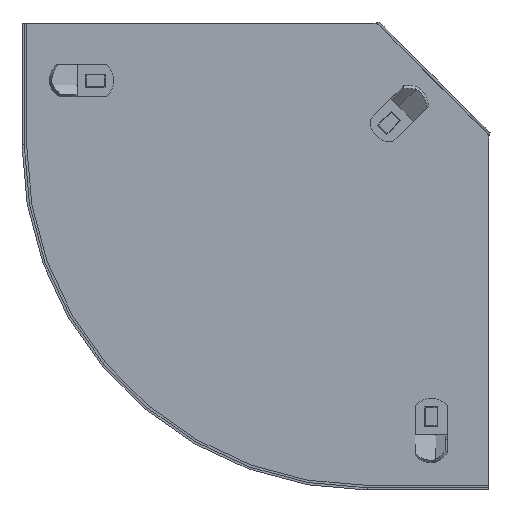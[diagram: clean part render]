
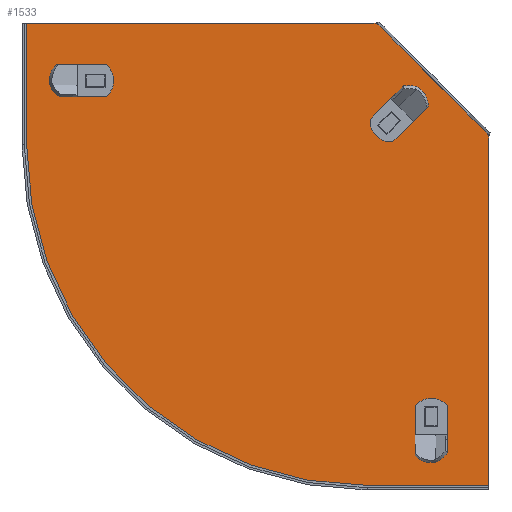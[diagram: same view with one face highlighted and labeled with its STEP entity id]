
A CAD part, front view. The second image highlights one B-rep face of the part: STEP entity #1533.
In plain terms, the highlighted planar face has unit normal (0, -1, 0).
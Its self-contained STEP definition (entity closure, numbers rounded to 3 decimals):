
#10 = ORIENTED_EDGE ( 'NONE', *, *, #2361, .F. ) ;
#24 = LINE ( 'NONE', #1589, #2383 ) ;
#58 = VECTOR ( 'NONE', #2222, 1000. ) ;
#69 = VERTEX_POINT ( 'NONE', #2177 ) ;
#81 = EDGE_LOOP ( 'NONE', ( #433, #1100 ) ) ;
#83 = DIRECTION ( 'NONE',  ( 0., 0., 1. ) ) ;
#112 = CARTESIAN_POINT ( 'NONE',  ( -25., -1., -165.35 ) ) ;
#123 = DIRECTION ( 'NONE',  ( 0., 1., 0. ) ) ;
#135 = VECTOR ( 'NONE', #1571, 1000. ) ;
#143 = CARTESIAN_POINT ( 'NONE',  ( -43.385, -1., -43.385 ) ) ;
#152 = B_SPLINE_CURVE_WITH_KNOTS ( 'NONE', 3,
 ( #1284, #2237, #872, #1975, #1106, #2688 ),
 .UNSPECIFIED., .F., .F.,
 ( 4, 2, 4 ),
 ( 0.011, 0.012, 0.013 ),
 .UNSPECIFIED. ) ;
#190 = CARTESIAN_POINT ( 'NONE',  ( 0., -1., -201.5 ) ) ;
#208 = DIRECTION ( 'NONE',  ( 0., 0., 1. ) ) ;
#225 = ORIENTED_EDGE ( 'NONE', *, *, #1563, .T. ) ;
#228 = LINE ( 'NONE', #2452, #58 ) ;
#253 = CARTESIAN_POINT ( 'NONE',  ( -48.737, -1., -0.141 ) ) ;
#301 = DIRECTION ( 'NONE',  ( 0., 1., 0. ) ) ;
#333 = ORIENTED_EDGE ( 'NONE', *, *, #1771, .F. ) ;
#433 = ORIENTED_EDGE ( 'NONE', *, *, #1371, .T. ) ;
#521 = CIRCLE ( 'NONE', #2866, 148.5 ) ;
#532 = ORIENTED_EDGE ( 'NONE', *, *, #1148, .T. ) ;
#533 = DIRECTION ( 'NONE',  ( 0., 1., 0. ) ) ;
#561 = CARTESIAN_POINT ( 'NONE',  ( -48.484, -1., -0.101 ) ) ;
#594 = ORIENTED_EDGE ( 'NONE', *, *, #2336, .T. ) ;
#605 = VERTEX_POINT ( 'NONE', #1568 ) ;
#644 = AXIS2_PLACEMENT_3D ( 'NONE', #2684, #2695, #208 ) ;
#668 = CARTESIAN_POINT ( 'NONE',  ( 0., -1., -31.332 ) ) ;
#687 = VERTEX_POINT ( 'NONE', #2089 ) ;
#710 = CARTESIAN_POINT ( 'NONE',  ( -48.484, -1., -0.101 ) ) ;
#741 = FACE_BOUND ( 'NONE', #81, .T. ) ;
#788 = LINE ( 'NONE', #668, #135 ) ;
#804 = DIRECTION ( 'NONE',  ( 0., 0., 1. ) ) ;
#847 = EDGE_CURVE ( 'NONE', #989, #2880, #2198, .T. ) ;
#859 = VERTEX_POINT ( 'NONE', #2378 ) ;
#872 = CARTESIAN_POINT ( 'NONE',  ( -0.093, -1., -49.499 ) ) ;
#960 = FACE_BOUND ( 'NONE', #2448, .T. ) ;
#961 = PLANE ( 'NONE',  #2153 ) ;
#984 = EDGE_LOOP ( 'NONE', ( #2828, #532 ) ) ;
#989 = VERTEX_POINT ( 'NONE', #1440 ) ;
#996 = FACE_BOUND ( 'NONE', #984, .T. ) ;
#1011 = CARTESIAN_POINT ( 'NONE',  ( -171.5, -1., -25. ) ) ;
#1025 = CARTESIAN_POINT ( 'NONE',  ( -43.385, -1., -37.235 ) ) ;
#1100 = ORIENTED_EDGE ( 'NONE', *, *, #847, .T. ) ;
#1106 = CARTESIAN_POINT ( 'NONE',  ( -0.141, -1., -48.737 ) ) ;
#1140 = CARTESIAN_POINT ( 'NONE',  ( -171.5, -1., -31.15 ) ) ;
#1148 = EDGE_CURVE ( 'NONE', #2206, #2858, #2727, .T. ) ;
#1219 = ORIENTED_EDGE ( 'NONE', *, *, #2744, .T. ) ;
#1228 = VERTEX_POINT ( 'NONE', #190 ) ;
#1232 = CIRCLE ( 'NONE', #1489, 6.15 ) ;
#1266 = DIRECTION ( 'NONE',  ( 0., 1., 0. ) ) ;
#1284 = CARTESIAN_POINT ( 'NONE',  ( 0., -1., -50. ) ) ;
#1313 = EDGE_CURVE ( 'NONE', #687, #1228, #788, .T. ) ;
#1344 = CARTESIAN_POINT ( 'NONE',  ( -0.101, -1., -48.484 ) ) ;
#1371 = EDGE_CURVE ( 'NONE', #2880, #989, #2010, .T. ) ;
#1379 = CARTESIAN_POINT ( 'NONE',  ( -48.993, -1., -0.141 ) ) ;
#1390 = VERTEX_POINT ( 'NONE', #1344 ) ;
#1393 = VERTEX_POINT ( 'NONE', #1805 ) ;
#1394 = DIRECTION ( 'NONE',  ( 0., 1., 0. ) ) ;
#1420 = AXIS2_PLACEMENT_3D ( 'NONE', #1895, #301, #2829 ) ;
#1428 = ORIENTED_EDGE ( 'NONE', *, *, #2633, .F. ) ;
#1439 = CARTESIAN_POINT ( 'NONE',  ( -24.293, -1., -24.293 ) ) ;
#1440 = CARTESIAN_POINT ( 'NONE',  ( -25., -1., -177.65 ) ) ;
#1489 = AXIS2_PLACEMENT_3D ( 'NONE', #1743, #1266, #2188 ) ;
#1533 = ADVANCED_FACE ( 'NONE', ( #2879, #960, #741, #996 ), #961, .F. ) ;
#1563 = EDGE_CURVE ( 'NONE', #1393, #1753, #2121, .T. ) ;
#1568 = CARTESIAN_POINT ( 'NONE',  ( -201.5, -1., 0. ) ) ;
#1571 = DIRECTION ( 'NONE',  ( 0., 0., -1. ) ) ;
#1573 = LINE ( 'NONE', #1439, #2756 ) ;
#1589 = CARTESIAN_POINT ( 'NONE',  ( -201.5, -1., 0. ) ) ;
#1597 = VERTEX_POINT ( 'NONE', #561 ) ;
#1600 = DIRECTION ( 'NONE',  ( 0., 0., 1. ) ) ;
#1615 = DIRECTION ( 'NONE',  ( 0., 0., 1. ) ) ;
#1625 = CARTESIAN_POINT ( 'NONE',  ( -201.5, -1., -53. ) ) ;
#1636 = ORIENTED_EDGE ( 'NONE', *, *, #2524, .T. ) ;
#1642 = CARTESIAN_POINT ( 'NONE',  ( 0., -1., -201.5 ) ) ;
#1644 = CARTESIAN_POINT ( 'NONE',  ( -53., -1., -53. ) ) ;
#1671 = DIRECTION ( 'NONE',  ( -1., 0., 0. ) ) ;
#1677 = EDGE_CURVE ( 'NONE', #2858, #2206, #2348, .T. ) ;
#1743 = CARTESIAN_POINT ( 'NONE',  ( -171.5, -1., -25. ) ) ;
#1753 = VERTEX_POINT ( 'NONE', #1140 ) ;
#1771 = EDGE_CURVE ( 'NONE', #1942, #605, #24, .T. ) ;
#1805 = CARTESIAN_POINT ( 'NONE',  ( -171.5, -1., -18.85 ) ) ;
#1831 = VECTOR ( 'NONE', #1671, 1000. ) ;
#1860 = DIRECTION ( 'NONE',  ( 0., 1., 0. ) ) ;
#1875 = DIRECTION ( 'NONE',  ( 0., 0., 1. ) ) ;
#1895 = CARTESIAN_POINT ( 'NONE',  ( -25., -1., -171.5 ) ) ;
#1942 = VERTEX_POINT ( 'NONE', #1625 ) ;
#1975 = CARTESIAN_POINT ( 'NONE',  ( -0.141, -1., -48.993 ) ) ;
#2010 = CIRCLE ( 'NONE', #2578, 6.15 ) ;
#2019 = DIRECTION ( 'NONE',  ( 0., 1., 0. ) ) ;
#2029 = ORIENTED_EDGE ( 'NONE', *, *, #2692, .F. ) ;
#2036 = CARTESIAN_POINT ( 'NONE',  ( -25., -1., -171.5 ) ) ;
#2049 = EDGE_CURVE ( 'NONE', #1228, #859, #2591, .T. ) ;
#2051 = CARTESIAN_POINT ( 'NONE',  ( -50., -1., 0. ) ) ;
#2062 = CARTESIAN_POINT ( 'NONE',  ( -49.749, -1., -0.046 ) ) ;
#2075 = CARTESIAN_POINT ( 'NONE',  ( -53., -1., -53. ) ) ;
#2086 = CARTESIAN_POINT ( 'NONE',  ( -49.499, -1., -0.093 ) ) ;
#2089 = CARTESIAN_POINT ( 'NONE',  ( 0., -1., -50. ) ) ;
#2121 = CIRCLE ( 'NONE', #2824, 6.15 ) ;
#2142 = DIRECTION ( 'NONE',  ( -0.707, 0., 0.707 ) ) ;
#2153 = AXIS2_PLACEMENT_3D ( 'NONE', #1644, #1394, #1875 ) ;
#2177 = CARTESIAN_POINT ( 'NONE',  ( -50., -1., 0. ) ) ;
#2178 = CARTESIAN_POINT ( 'NONE',  ( -43.385, -1., -49.535 ) ) ;
#2188 = DIRECTION ( 'NONE',  ( 0., 0., 1. ) ) ;
#2198 = CIRCLE ( 'NONE', #1420, 6.15 ) ;
#2206 = VERTEX_POINT ( 'NONE', #2178 ) ;
#2222 = DIRECTION ( 'NONE',  ( 1., 0., 0. ) ) ;
#2237 = CARTESIAN_POINT ( 'NONE',  ( -0.046, -1., -49.749 ) ) ;
#2336 = EDGE_CURVE ( 'NONE', #687, #1390, #152, .T. ) ;
#2348 = CIRCLE ( 'NONE', #644, 6.15 ) ;
#2361 = EDGE_CURVE ( 'NONE', #605, #69, #228, .T. ) ;
#2378 = CARTESIAN_POINT ( 'NONE',  ( -53., -1., -201.5 ) ) ;
#2383 = VECTOR ( 'NONE', #1600, 1000. ) ;
#2407 = EDGE_LOOP ( 'NONE', ( #2765, #594, #1219, #2029, #10, #333, #1428, #2825 ) ) ;
#2448 = EDGE_LOOP ( 'NONE', ( #225, #1636 ) ) ;
#2450 = B_SPLINE_CURVE_WITH_KNOTS ( 'NONE', 3,
 ( #2051, #2062, #2086, #1379, #253, #710 ),
 .UNSPECIFIED., .F., .F.,
 ( 4, 2, 4 ),
 ( 0.011, 0.012, 0.013 ),
 .UNSPECIFIED. ) ;
#2452 = CARTESIAN_POINT ( 'NONE',  ( -201.5, -1., 0. ) ) ;
#2524 = EDGE_CURVE ( 'NONE', #1753, #1393, #1232, .T. ) ;
#2578 = AXIS2_PLACEMENT_3D ( 'NONE', #2036, #2019, #2708 ) ;
#2589 = AXIS2_PLACEMENT_3D ( 'NONE', #143, #123, #804 ) ;
#2591 = LINE ( 'NONE', #1642, #1831 ) ;
#2633 = EDGE_CURVE ( 'NONE', #859, #1942, #521, .T. ) ;
#2684 = CARTESIAN_POINT ( 'NONE',  ( -43.385, -1., -43.385 ) ) ;
#2688 = CARTESIAN_POINT ( 'NONE',  ( -0.101, -1., -48.484 ) ) ;
#2692 = EDGE_CURVE ( 'NONE', #69, #1597, #2450, .T. ) ;
#2695 = DIRECTION ( 'NONE',  ( 0., 1., 0. ) ) ;
#2708 = DIRECTION ( 'NONE',  ( 0., 0., 1. ) ) ;
#2727 = CIRCLE ( 'NONE', #2589, 6.15 ) ;
#2744 = EDGE_CURVE ( 'NONE', #1390, #1597, #1573, .T. ) ;
#2756 = VECTOR ( 'NONE', #2142, 1000. ) ;
#2765 = ORIENTED_EDGE ( 'NONE', *, *, #1313, .F. ) ;
#2824 = AXIS2_PLACEMENT_3D ( 'NONE', #1011, #533, #83 ) ;
#2825 = ORIENTED_EDGE ( 'NONE', *, *, #2049, .F. ) ;
#2828 = ORIENTED_EDGE ( 'NONE', *, *, #1677, .T. ) ;
#2829 = DIRECTION ( 'NONE',  ( 0., 0., 1. ) ) ;
#2858 = VERTEX_POINT ( 'NONE', #1025 ) ;
#2866 = AXIS2_PLACEMENT_3D ( 'NONE', #2075, #1860, #1615 ) ;
#2879 = FACE_OUTER_BOUND ( 'NONE', #2407, .T. ) ;
#2880 = VERTEX_POINT ( 'NONE', #112 ) ;
